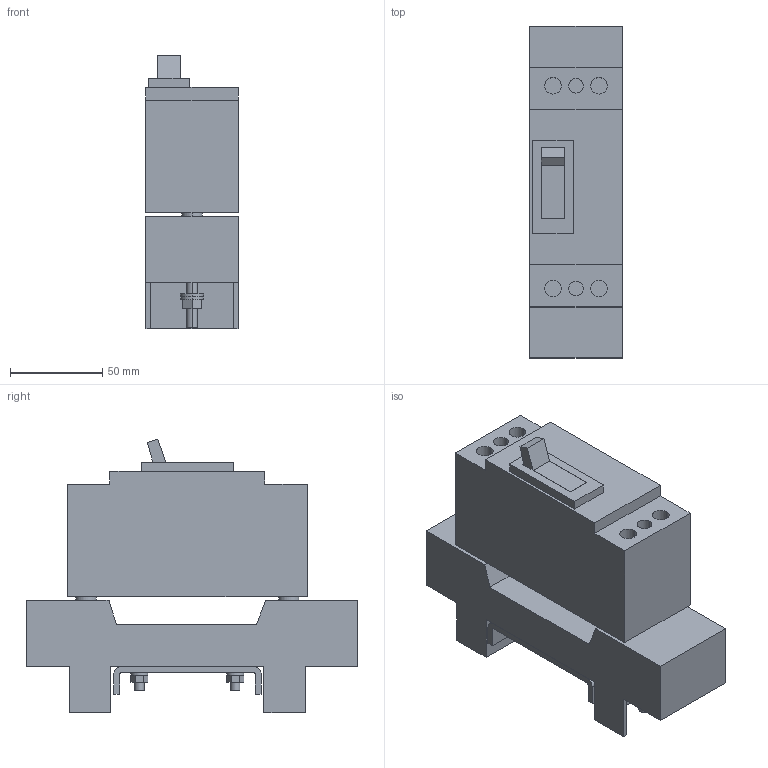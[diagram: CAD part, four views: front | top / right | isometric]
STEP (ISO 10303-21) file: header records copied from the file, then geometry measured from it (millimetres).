
FILE_DESCRIPTION(('CoCreate Modeling STEP Export'),'2;1');
FILE_NAME('Ｅ５０ＳＦ２Ｍ.stp','2016-03-30T14:45:31',(''),(''),'CoCreate Modeling STEP processor for AP214 (Solid Model)','CoCreate Modeling 17.0 01-Apr-2010 (C) Parametric Technology GmbH','');
FILE_SCHEMA(('AUTOMOTIVE_DESIGN { 1 0 10303 214 1 1 1 1 }'));
Length unit declared in the file: millimetre
Products named in the file (11): P8.1; P4.2; P5; P6.1; P10.1; P3; P7; P4.1; P1; P2; Ｅ５０ＳＦ２Ｍ
Assembly tree (17 placements, depth 2):
  Ｅ５０ＳＦ２Ｍ
    P10.1  x2
    P8.1  x2
    P7  x2
    P2
    P4.1  x2
    P5  x2
    P1
    P3
    P6.1  x2
    P4.2  x2
Bounding box: 50 x 180 x 148.51 mm (x, y, z)
Volume: 714882.7 mm3; surface area: 111007.1 mm2
Topology: 17 solids, 17 shells, 226 faces, 524 edges, 348 vertices
Faces by surface type: plane 130, cylinder 96
Entity records: 4815 total; most frequent: ORIENTED_EDGE 796, CARTESIAN_POINT 745, DIRECTION 700, EDGE_CURVE 398, VERTEX_POINT 264, VECTOR 262, LINE 262, AXIS2_PLACEMENT_3D 219
